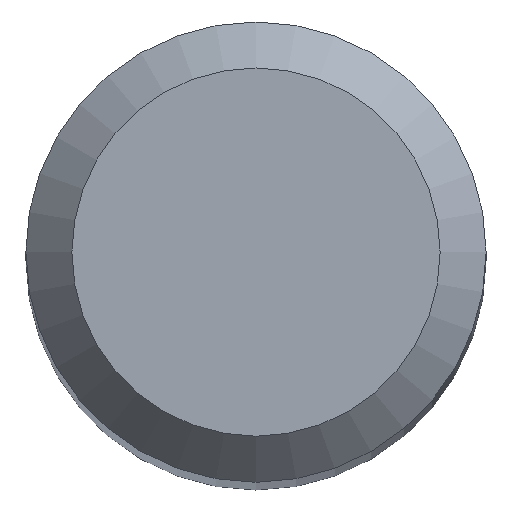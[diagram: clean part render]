
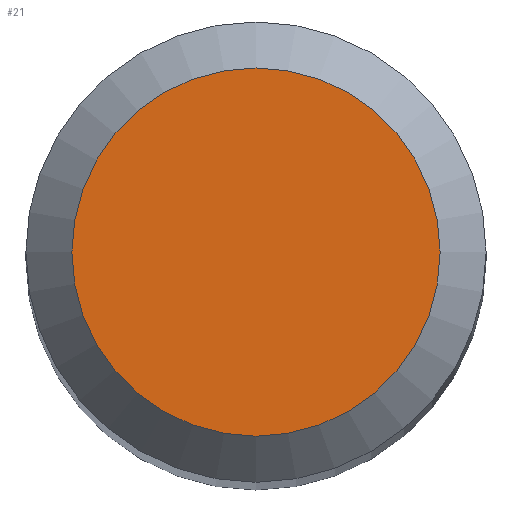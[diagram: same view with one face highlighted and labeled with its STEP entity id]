
A CAD part, top view. The second image highlights one B-rep face of the part: STEP entity #21.
In plain terms, the highlighted planar face has unit normal (0, 0, 1).
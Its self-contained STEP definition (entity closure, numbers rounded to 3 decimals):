
#13 = EDGE_LOOP ( 'NONE', ( #90 ) ) ;
#18 = CIRCLE ( 'NONE', #76, 1.2 ) ;
#21 = ADVANCED_FACE ( 'NONE', ( #216 ), #86, .F. ) ;
#25 = DIRECTION ( 'NONE',  ( 0., 1., 0. ) ) ;
#30 = EDGE_CURVE ( 'NONE', #115, #115, #18, .T. ) ;
#51 = AXIS2_PLACEMENT_3D ( 'NONE', #85, #155, #25 ) ;
#57 = DIRECTION ( 'NONE',  ( 0., 1., 0. ) ) ;
#76 = AXIS2_PLACEMENT_3D ( 'NONE', #213, #214, #57 ) ;
#85 = CARTESIAN_POINT ( 'NONE',  ( 0., 0., 38. ) ) ;
#86 = PLANE ( 'NONE',  #51 ) ;
#90 = ORIENTED_EDGE ( 'NONE', *, *, #30, .F. ) ;
#96 = CARTESIAN_POINT ( 'NONE',  ( 0., 1.2, 38. ) ) ;
#115 = VERTEX_POINT ( 'NONE', #96 ) ;
#155 = DIRECTION ( 'NONE',  ( 0., 0., -1. ) ) ;
#213 = CARTESIAN_POINT ( 'NONE',  ( 0., 0., 38. ) ) ;
#214 = DIRECTION ( 'NONE',  ( 0., 0., -1. ) ) ;
#216 = FACE_OUTER_BOUND ( 'NONE', #13, .T. ) ;
